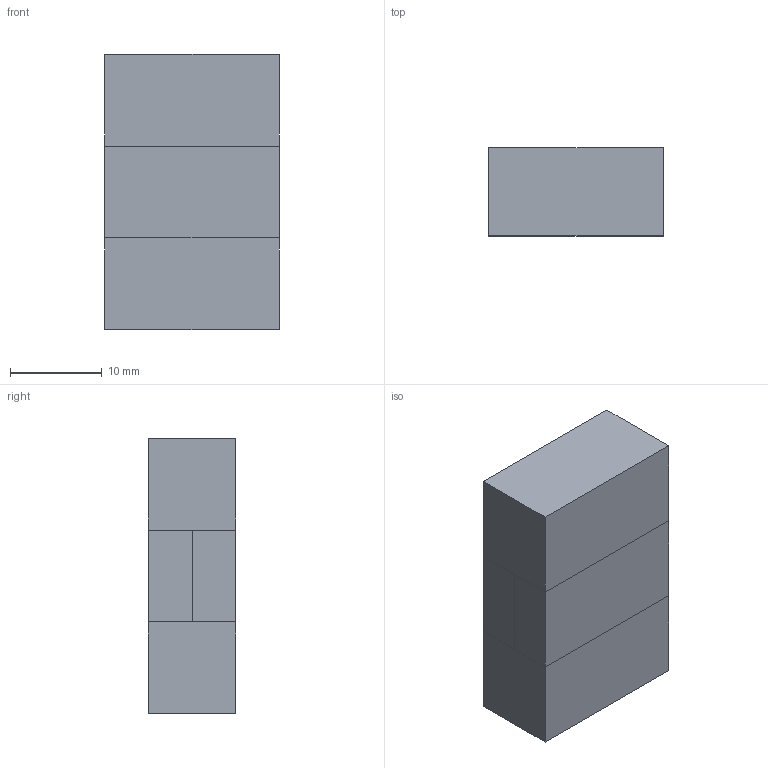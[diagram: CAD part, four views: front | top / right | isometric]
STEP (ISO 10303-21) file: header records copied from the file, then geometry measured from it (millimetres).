
FILE_DESCRIPTION(('FreeCAD Model'),'2;1');
FILE_NAME('Open CASCADE Shape Model','2024-11-08T16:16:33',(''),(''), 'Open CASCADE STEP processor 7.7','FreeCAD','Unknown');
FILE_SCHEMA(('AUTOMOTIVE_DESIGN { 1 0 10303 214 1 1 1 1 }'));
Length unit declared in the file: millimetre
Products named in the file (13): NET_waveguide; CMP_waveguide1; DIEL_CAVITY; WGP_1; Binder(Pad); CMP_waveguide2; SPLIT_1; Extrusion; CMP_waveguide3
Assembly tree (12 placements, depth 4):
  NET_waveguide
    CMP_waveguide1
      DIEL_CAVITY
      WGP_1
        Binder(Pad)
    CMP_waveguide2
      DIEL_CAVITY
      SPLIT_1
        Extrusion
    CMP_waveguide3
      DIEL_CAVITY
      WGP_1
        Binder(Pad)
Bounding box: 19.05 x 9.54 x 30 mm (x, y, z)
Volume: 5452.1 mm3; surface area: 3359.8 mm2
Topology: 3 solids, 6 shells, 21 faces, 48 edges, 36 vertices
Faces by surface type: plane 21
Entity records: 885 total; most frequent: CARTESIAN_POINT 118, DIRECTION 116, ORIENTED_EDGE 84, EDGE_CURVE 48, LINE 48, VECTOR 48, VERTEX_POINT 36, AXIS2_PLACEMENT_3D 34
